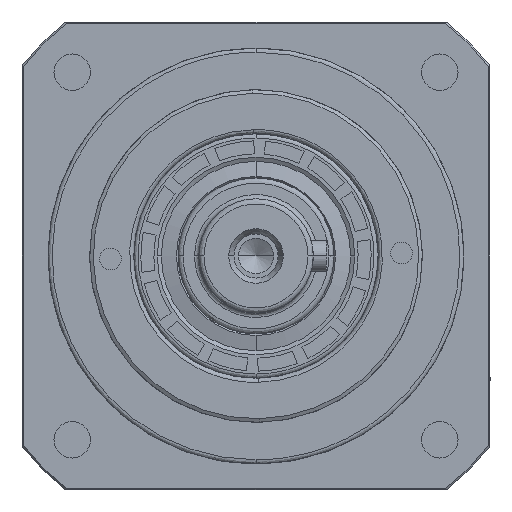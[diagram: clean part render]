
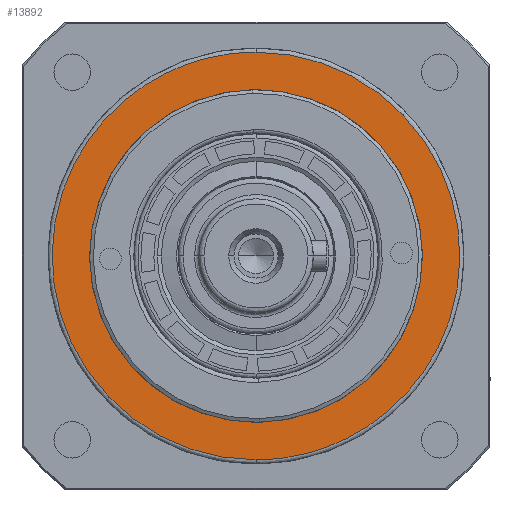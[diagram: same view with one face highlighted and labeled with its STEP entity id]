
A CAD part, left-side view. The second image highlights one B-rep face of the part: STEP entity #13892.
In plain terms, the highlighted planar face has unit normal (-1, 0, 0).
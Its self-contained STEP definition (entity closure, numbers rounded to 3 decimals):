
#1288 = EDGE_CURVE ( 'NONE', #13669, #15367, #11724, .T. ) ;
#1670 = ORIENTED_EDGE ( 'NONE', *, *, #20117, .F. ) ;
#1897 = CIRCLE ( 'NONE', #16968, 32. ) ;
#2976 = CARTESIAN_POINT ( 'NONE',  ( 0., 0., -32. ) ) ;
#3210 = DIRECTION ( 'NONE',  ( 0., 0., -1. ) ) ;
#3228 = DIRECTION ( 'NONE',  ( 1., 0., 0. ) ) ;
#3480 = PLANE ( 'NONE',  #14224 ) ;
#3687 = CARTESIAN_POINT ( 'NONE',  ( 0., 0., 0. ) ) ;
#4868 = VERTEX_POINT ( 'NONE', #19951 ) ;
#5719 = DIRECTION ( 'NONE',  ( -1., 0., 0. ) ) ;
#5904 = ORIENTED_EDGE ( 'NONE', *, *, #1288, .F. ) ;
#7675 = AXIS2_PLACEMENT_3D ( 'NONE', #23915, #5719, #16187 ) ;
#8501 = CARTESIAN_POINT ( 'NONE',  ( 0., 0., -39.2 ) ) ;
#8519 = CARTESIAN_POINT ( 'NONE',  ( 0., 0., 39.2 ) ) ;
#8608 = CARTESIAN_POINT ( 'NONE',  ( 0., -78.399, 39.2 ) ) ;
#8642 = CARTESIAN_POINT ( 'NONE',  ( 0., -78.399, -39.2 ) ) ;
#9089 = CARTESIAN_POINT ( 'NONE',  ( 0., 0., 39.2 ) ) ;
#11724 =( BOUNDED_CURVE ( )  B_SPLINE_CURVE ( 3, ( #8519, #8608, #8642, #8501 ),
 .UNSPECIFIED., .F., .T. ) 
 B_SPLINE_CURVE_WITH_KNOTS ( ( 4, 4 ),
 ( 0., 1. ),
 .UNSPECIFIED. ) 
 CURVE ( )  GEOMETRIC_REPRESENTATION_ITEM ( )  RATIONAL_B_SPLINE_CURVE ( ( 1., 0.333, 0.333, 1. ) ) 
 REPRESENTATION_ITEM ( '' )  );
#12856 = EDGE_CURVE ( 'NONE', #18074, #4868, #17285, .T. ) ;
#12952 = EDGE_LOOP ( 'NONE', ( #5904, #1670 ) ) ;
#13146 = EDGE_LOOP ( 'NONE', ( #14630, #21065 ) ) ;
#13669 = VERTEX_POINT ( 'NONE', #9089 ) ;
#13892 = ADVANCED_FACE ( 'NONE', ( #15201, #23751 ), #3480, .F. ) ;
#14224 = AXIS2_PLACEMENT_3D ( 'NONE', #3687, #3228, #3210 ) ;
#14630 = ORIENTED_EDGE ( 'NONE', *, *, #15306, .F. ) ;
#15201 = FACE_OUTER_BOUND ( 'NONE', #12952, .T. ) ;
#15306 = EDGE_CURVE ( 'NONE', #4868, #18074, #1897, .T. ) ;
#15367 = VERTEX_POINT ( 'NONE', #20393 ) ;
#16187 = DIRECTION ( 'NONE',  ( 0., 0., 1. ) ) ;
#16968 = AXIS2_PLACEMENT_3D ( 'NONE', #20798, #20777, #20771 ) ;
#17285 = CIRCLE ( 'NONE', #7675, 32. ) ;
#18074 = VERTEX_POINT ( 'NONE', #2976 ) ;
#19951 = CARTESIAN_POINT ( 'NONE',  ( 0., 0., 32. ) ) ;
#20117 = EDGE_CURVE ( 'NONE', #15367, #13669, #20252, .T. ) ;
#20252 =( BOUNDED_CURVE ( )  B_SPLINE_CURVE ( 3, ( #22962, #22654, #22052, #21975 ),
 .UNSPECIFIED., .F., .T. ) 
 B_SPLINE_CURVE_WITH_KNOTS ( ( 4, 4 ),
 ( 0., 1. ),
 .UNSPECIFIED. ) 
 CURVE ( )  GEOMETRIC_REPRESENTATION_ITEM ( )  RATIONAL_B_SPLINE_CURVE ( ( 1., 0.333, 0.333, 1. ) ) 
 REPRESENTATION_ITEM ( '' )  );
#20393 = CARTESIAN_POINT ( 'NONE',  ( 0., 0., -39.2 ) ) ;
#20771 = DIRECTION ( 'NONE',  ( 0., 0., 1. ) ) ;
#20777 = DIRECTION ( 'NONE',  ( -1., 0., 0. ) ) ;
#20798 = CARTESIAN_POINT ( 'NONE',  ( 0., 0., 0. ) ) ;
#21065 = ORIENTED_EDGE ( 'NONE', *, *, #12856, .F. ) ;
#21975 = CARTESIAN_POINT ( 'NONE',  ( 0., 0., 39.2 ) ) ;
#22052 = CARTESIAN_POINT ( 'NONE',  ( 0., 78.399, 39.2 ) ) ;
#22654 = CARTESIAN_POINT ( 'NONE',  ( 0., 78.399, -39.2 ) ) ;
#22962 = CARTESIAN_POINT ( 'NONE',  ( 0., 0., -39.2 ) ) ;
#23751 = FACE_BOUND ( 'NONE', #13146, .T. ) ;
#23915 = CARTESIAN_POINT ( 'NONE',  ( 0., 0., 0. ) ) ;
